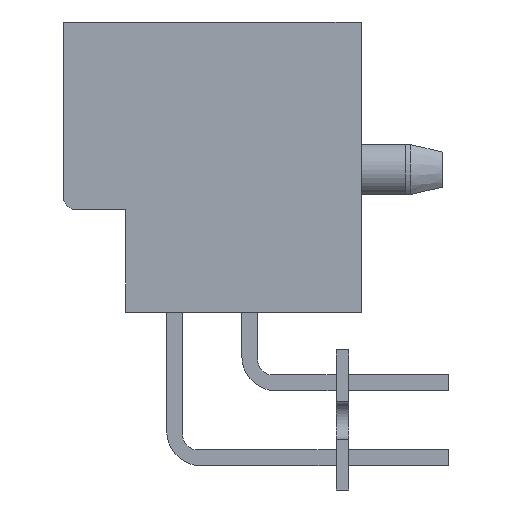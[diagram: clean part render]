
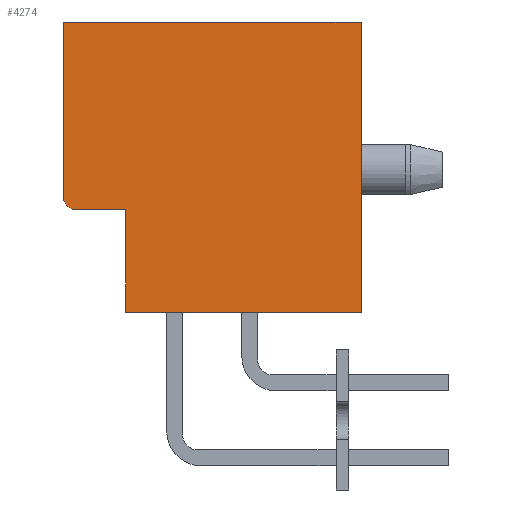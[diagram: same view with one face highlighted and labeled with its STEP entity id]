
A CAD part, left-side view. The second image highlights one B-rep face of the part: STEP entity #4274.
In plain terms, the highlighted planar face has unit normal (-1, 0, 0).
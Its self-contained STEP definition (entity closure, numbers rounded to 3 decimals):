
#49=DIRECTION('',(0.,-1.,0.));
#50=VECTOR('',#49,9.4);
#51=CARTESIAN_POINT('',(-6.5,3.45,-5.8));
#52=LINE('',#51,#50);
#1229=DIRECTION('',(0.,-1.,0.));
#1230=VECTOR('',#1229,11.9);
#1231=CARTESIAN_POINT('',(-6.5,5.95,5.8));
#1232=LINE('',#1231,#1230);
#1261=CARTESIAN_POINT('',(-6.5,5.45,-1.2));
#1262=DIRECTION('',(1.,0.,0.));
#1263=DIRECTION('',(0.,0.,-1.));
#1264=AXIS2_PLACEMENT_3D('',#1261,#1262,#1263);
#1266=DIRECTION('',(0.,0.,1.));
#1267=VECTOR('',#1266,7.);
#1268=CARTESIAN_POINT('',(-6.5,5.95,-1.2));
#1269=LINE('',#1268,#1267);
#1270=DIRECTION('',(0.,0.,1.));
#1271=VECTOR('',#1270,4.1);
#1272=CARTESIAN_POINT('',(-6.5,3.45,-5.8));
#1273=LINE('',#1272,#1271);
#1274=DIRECTION('',(0.,-1.,0.));
#1275=VECTOR('',#1274,2.);
#1276=CARTESIAN_POINT('',(-6.5,5.45,-1.7));
#1277=LINE('',#1276,#1275);
#1374=DIRECTION('',(0.,0.,1.));
#1375=VECTOR('',#1374,11.6);
#1376=CARTESIAN_POINT('',(-6.5,-5.95,-5.8));
#1377=LINE('',#1376,#1375);
#1803=CARTESIAN_POINT('',(-6.5,5.95,5.8));
#1804=CARTESIAN_POINT('',(-6.5,-5.95,5.8));
#1805=VERTEX_POINT('',#1803);
#1806=VERTEX_POINT('',#1804);
#1811=CARTESIAN_POINT('',(-6.5,-5.95,-5.8));
#1812=VERTEX_POINT('',#1811);
#1815=CARTESIAN_POINT('',(-6.5,3.45,-5.8));
#1817=VERTEX_POINT('',#1815);
#1819=CARTESIAN_POINT('',(-6.5,5.45,-1.7));
#1820=CARTESIAN_POINT('',(-6.5,5.95,-1.2));
#1821=VERTEX_POINT('',#1819);
#1822=VERTEX_POINT('',#1820);
#1823=CARTESIAN_POINT('',(-6.5,3.45,-1.7));
#1824=VERTEX_POINT('',#1823);
#4255=CARTESIAN_POINT('',(-6.5,5.95,-5.8));
#4256=DIRECTION('',(-1.,0.,0.));
#4257=DIRECTION('',(0.,-1.,0.));
#4258=AXIS2_PLACEMENT_3D('',#4255,#4256,#4257);
#4259=PLANE('',#4258);
#4261=ORIENTED_EDGE('',*,*,#4260,.T.);
#4263=ORIENTED_EDGE('',*,*,#4262,.T.);
#4264=ORIENTED_EDGE('',*,*,#4238,.T.);
#4266=ORIENTED_EDGE('',*,*,#4265,.F.);
#4267=ORIENTED_EDGE('',*,*,#2388,.F.);
#4269=ORIENTED_EDGE('',*,*,#4268,.T.);
#4271=ORIENTED_EDGE('',*,*,#4270,.F.);
#4272=EDGE_LOOP('',(#4261,#4263,#4264,#4266,#4267,#4269,#4271));
#4273=FACE_OUTER_BOUND('',#4272,.F.);
#4274=ADVANCED_FACE('',(#4273),#4259,.T.);
#1265=CIRCLE('',#1264,0.5);
#2388=EDGE_CURVE('',#1817,#1812,#52,.T.);
#4238=EDGE_CURVE('',#1805,#1806,#1232,.T.);
#4260=EDGE_CURVE('',#1821,#1822,#1265,.T.);
#4262=EDGE_CURVE('',#1822,#1805,#1269,.T.);
#4265=EDGE_CURVE('',#1812,#1806,#1377,.T.);
#4268=EDGE_CURVE('',#1817,#1824,#1273,.T.);
#4270=EDGE_CURVE('',#1821,#1824,#1277,.T.);
